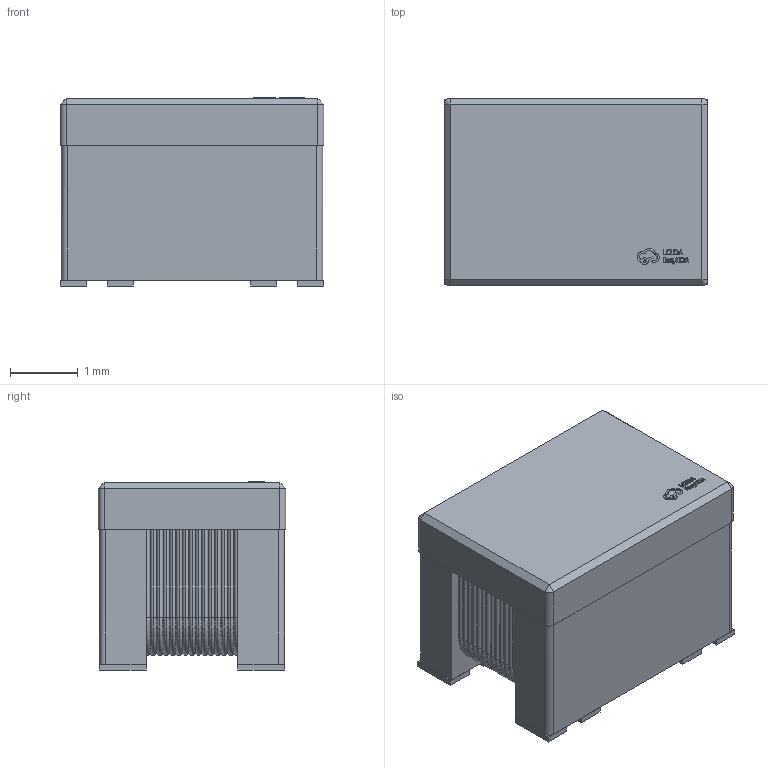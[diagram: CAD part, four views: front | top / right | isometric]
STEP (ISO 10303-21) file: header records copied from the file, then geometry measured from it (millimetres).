
FILE_DESCRIPTION(('FreeCAD Model'),'2;1');
FILE_NAME('Open CASCADE Shape Model','2025-05-05T03:52:43',('FreeCAD'),( 'FreeCAD'),'Open CASCADE STEP processor 7.6','FreeCAD','Unknown');
FILE_SCHEMA(('AUTOMOTIVE_DESIGN { 1 0 10303 214 1 1 1 1 }'));
Length unit declared in the file: millimetre
Products named in the file (1): Open CASCADE STEP translator 7.6 1
Bounding box: 3.88 x 2.76 x 2.77 mm (x, y, z)
Volume: 26.1 mm3; surface area: 88.4 mm2
Topology: 9 solids, 9 shells, 471 faces, 1171 edges, 734 vertices
Faces by surface type: bspline 471
Entity records: 14554 total; most frequent: CARTESIAN_POINT 7597, ORIENTED_EDGE 2334, EDGE_CURVE 1167, B_SPLINE_CURVE_WITH_KNOTS 887, VERTEX_POINT 734, FACE_BOUND 517, EDGE_LOOP 517, ADVANCED_FACE 471
